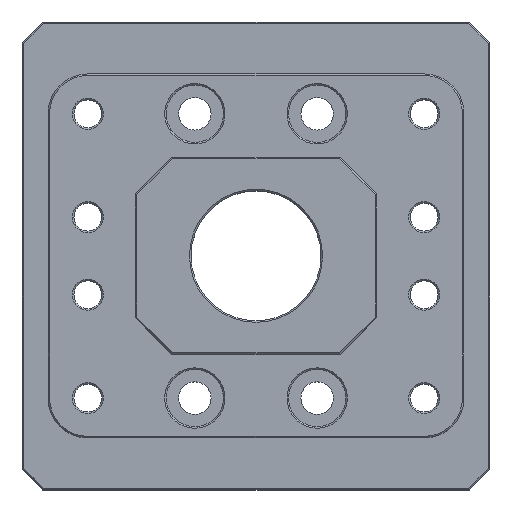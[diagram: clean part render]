
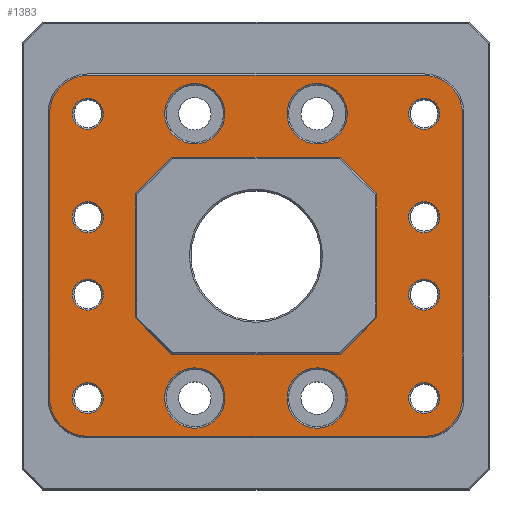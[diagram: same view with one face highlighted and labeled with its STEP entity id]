
A CAD part, top view. The second image highlights one B-rep face of the part: STEP entity #1383.
In plain terms, the highlighted planar face has unit normal (0, 0, 1).
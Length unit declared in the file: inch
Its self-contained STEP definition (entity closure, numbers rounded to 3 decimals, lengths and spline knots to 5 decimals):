
#36=FACE_BOUND('',#204,.T.);
#37=FACE_BOUND('',#205,.T.);
#38=FACE_BOUND('',#206,.T.);
#39=FACE_BOUND('',#207,.T.);
#40=FACE_BOUND('',#208,.T.);
#41=FACE_BOUND('',#209,.T.);
#42=FACE_BOUND('',#210,.T.);
#43=FACE_BOUND('',#211,.T.);
#44=FACE_BOUND('',#212,.T.);
#45=FACE_BOUND('',#213,.T.);
#46=FACE_BOUND('',#214,.T.);
#47=FACE_BOUND('',#215,.T.);
#48=FACE_BOUND('',#216,.T.);
#68=PLANE('',#1485);
#117=FACE_OUTER_BOUND('',#203,.T.);
#203=EDGE_LOOP('',(#975,#976,#977,#978,#979,#980,#981,#982));
#204=EDGE_LOOP('',(#983));
#205=EDGE_LOOP('',(#984));
#206=EDGE_LOOP('',(#985));
#207=EDGE_LOOP('',(#986));
#208=EDGE_LOOP('',(#987));
#209=EDGE_LOOP('',(#988));
#210=EDGE_LOOP('',(#989,#990,#991,#992,#993,#994,#995,#996));
#211=EDGE_LOOP('',(#997));
#212=EDGE_LOOP('',(#998));
#213=EDGE_LOOP('',(#999));
#214=EDGE_LOOP('',(#1000));
#215=EDGE_LOOP('',(#1001));
#216=EDGE_LOOP('',(#1002));
#321=LINE('',#2067,#459);
#322=LINE('',#2071,#460);
#323=LINE('',#2075,#461);
#324=LINE('',#2079,#462);
#325=LINE('',#2095,#463);
#326=LINE('',#2097,#464);
#327=LINE('',#2099,#465);
#328=LINE('',#2101,#466);
#329=LINE('',#2103,#467);
#330=LINE('',#2105,#468);
#331=LINE('',#2107,#469);
#332=LINE('',#2108,#470);
#459=VECTOR('',#1638,0.3937);
#460=VECTOR('',#1641,0.3937);
#461=VECTOR('',#1644,0.3937);
#462=VECTOR('',#1647,0.3937);
#463=VECTOR('',#1662,0.3937);
#464=VECTOR('',#1663,0.3937);
#465=VECTOR('',#1664,0.3937);
#466=VECTOR('',#1665,0.3937);
#467=VECTOR('',#1666,0.3937);
#468=VECTOR('',#1667,0.3937);
#469=VECTOR('',#1668,0.3937);
#470=VECTOR('',#1669,0.3937);
#596=CIRCLE('',#1483,0.29);
#598=CIRCLE('',#1486,0.36801);
#599=CIRCLE('',#1487,0.36801);
#600=CIRCLE('',#1488,0.36801);
#601=CIRCLE('',#1489,0.36801);
#602=CIRCLE('',#1490,0.29);
#603=CIRCLE('',#1491,0.149);
#604=CIRCLE('',#1492,0.149);
#605=CIRCLE('',#1493,0.29);
#606=CIRCLE('',#1494,0.149);
#607=CIRCLE('',#1495,0.149);
#608=CIRCLE('',#1496,0.149);
#609=CIRCLE('',#1497,0.149);
#610=CIRCLE('',#1498,0.29);
#611=CIRCLE('',#1499,0.149);
#612=CIRCLE('',#1500,0.149);
#655=VERTEX_POINT('',#2059);
#657=VERTEX_POINT('',#2065);
#658=VERTEX_POINT('',#2066);
#659=VERTEX_POINT('',#2068);
#660=VERTEX_POINT('',#2070);
#661=VERTEX_POINT('',#2072);
#662=VERTEX_POINT('',#2074);
#663=VERTEX_POINT('',#2076);
#664=VERTEX_POINT('',#2078);
#665=VERTEX_POINT('',#2081);
#666=VERTEX_POINT('',#2083);
#667=VERTEX_POINT('',#2085);
#668=VERTEX_POINT('',#2087);
#669=VERTEX_POINT('',#2089);
#670=VERTEX_POINT('',#2091);
#671=VERTEX_POINT('',#2093);
#672=VERTEX_POINT('',#2094);
#673=VERTEX_POINT('',#2096);
#674=VERTEX_POINT('',#2098);
#675=VERTEX_POINT('',#2100);
#676=VERTEX_POINT('',#2102);
#677=VERTEX_POINT('',#2104);
#678=VERTEX_POINT('',#2106);
#679=VERTEX_POINT('',#2109);
#680=VERTEX_POINT('',#2111);
#681=VERTEX_POINT('',#2113);
#682=VERTEX_POINT('',#2115);
#683=VERTEX_POINT('',#2117);
#774=EDGE_CURVE('',#655,#655,#596,.T.);
#777=EDGE_CURVE('',#657,#658,#321,.T.);
#778=EDGE_CURVE('',#659,#657,#598,.T.);
#779=EDGE_CURVE('',#660,#659,#322,.T.);
#780=EDGE_CURVE('',#661,#660,#599,.T.);
#781=EDGE_CURVE('',#662,#661,#323,.T.);
#782=EDGE_CURVE('',#663,#662,#600,.T.);
#783=EDGE_CURVE('',#664,#663,#324,.T.);
#784=EDGE_CURVE('',#658,#664,#601,.T.);
#785=EDGE_CURVE('',#665,#665,#602,.T.);
#786=EDGE_CURVE('',#666,#666,#603,.T.);
#787=EDGE_CURVE('',#667,#667,#604,.T.);
#788=EDGE_CURVE('',#668,#668,#605,.T.);
#789=EDGE_CURVE('',#669,#669,#606,.T.);
#790=EDGE_CURVE('',#670,#670,#607,.T.);
#791=EDGE_CURVE('',#671,#672,#325,.T.);
#792=EDGE_CURVE('',#672,#673,#326,.T.);
#793=EDGE_CURVE('',#673,#674,#327,.T.);
#794=EDGE_CURVE('',#674,#675,#328,.T.);
#795=EDGE_CURVE('',#675,#676,#329,.T.);
#796=EDGE_CURVE('',#676,#677,#330,.T.);
#797=EDGE_CURVE('',#677,#678,#331,.T.);
#798=EDGE_CURVE('',#678,#671,#332,.T.);
#799=EDGE_CURVE('',#679,#679,#608,.T.);
#800=EDGE_CURVE('',#680,#680,#609,.T.);
#801=EDGE_CURVE('',#681,#681,#610,.T.);
#802=EDGE_CURVE('',#682,#682,#611,.T.);
#803=EDGE_CURVE('',#683,#683,#612,.T.);
#975=ORIENTED_EDGE('',*,*,#777,.F.);
#976=ORIENTED_EDGE('',*,*,#778,.F.);
#977=ORIENTED_EDGE('',*,*,#779,.F.);
#978=ORIENTED_EDGE('',*,*,#780,.F.);
#979=ORIENTED_EDGE('',*,*,#781,.F.);
#980=ORIENTED_EDGE('',*,*,#782,.F.);
#981=ORIENTED_EDGE('',*,*,#783,.F.);
#982=ORIENTED_EDGE('',*,*,#784,.F.);
#983=ORIENTED_EDGE('',*,*,#785,.F.);
#984=ORIENTED_EDGE('',*,*,#786,.F.);
#985=ORIENTED_EDGE('',*,*,#787,.F.);
#986=ORIENTED_EDGE('',*,*,#788,.F.);
#987=ORIENTED_EDGE('',*,*,#789,.F.);
#988=ORIENTED_EDGE('',*,*,#790,.F.);
#989=ORIENTED_EDGE('',*,*,#791,.T.);
#990=ORIENTED_EDGE('',*,*,#792,.T.);
#991=ORIENTED_EDGE('',*,*,#793,.T.);
#992=ORIENTED_EDGE('',*,*,#794,.T.);
#993=ORIENTED_EDGE('',*,*,#795,.T.);
#994=ORIENTED_EDGE('',*,*,#796,.T.);
#995=ORIENTED_EDGE('',*,*,#797,.T.);
#996=ORIENTED_EDGE('',*,*,#798,.T.);
#997=ORIENTED_EDGE('',*,*,#799,.F.);
#998=ORIENTED_EDGE('',*,*,#800,.F.);
#999=ORIENTED_EDGE('',*,*,#801,.F.);
#1000=ORIENTED_EDGE('',*,*,#802,.F.);
#1001=ORIENTED_EDGE('',*,*,#803,.F.);
#1002=ORIENTED_EDGE('',*,*,#774,.F.);
#1383=ADVANCED_FACE('',(#117,#36,#37,#38,#39,#40,#41,#42,#43,#44,#45,#46,
#47,#48),#68,.T.);
#1483=AXIS2_PLACEMENT_3D('',#2060,#1631,#1632);
#1485=AXIS2_PLACEMENT_3D('',#2064,#1636,#1637);
#1486=AXIS2_PLACEMENT_3D('',#2069,#1639,#1640);
#1487=AXIS2_PLACEMENT_3D('',#2073,#1642,#1643);
#1488=AXIS2_PLACEMENT_3D('',#2077,#1645,#1646);
#1489=AXIS2_PLACEMENT_3D('',#2080,#1648,#1649);
#1490=AXIS2_PLACEMENT_3D('',#2082,#1650,#1651);
#1491=AXIS2_PLACEMENT_3D('',#2084,#1652,#1653);
#1492=AXIS2_PLACEMENT_3D('',#2086,#1654,#1655);
#1493=AXIS2_PLACEMENT_3D('',#2088,#1656,#1657);
#1494=AXIS2_PLACEMENT_3D('',#2090,#1658,#1659);
#1495=AXIS2_PLACEMENT_3D('',#2092,#1660,#1661);
#1496=AXIS2_PLACEMENT_3D('',#2110,#1670,#1671);
#1497=AXIS2_PLACEMENT_3D('',#2112,#1672,#1673);
#1498=AXIS2_PLACEMENT_3D('',#2114,#1674,#1675);
#1499=AXIS2_PLACEMENT_3D('',#2116,#1676,#1677);
#1500=AXIS2_PLACEMENT_3D('',#2118,#1678,#1679);
#1631=DIRECTION('center_axis',(0.,0.,1.));
#1632=DIRECTION('ref_axis',(1.,0.,0.));
#1636=DIRECTION('center_axis',(0.,0.,1.));
#1637=DIRECTION('ref_axis',(1.,0.,0.));
#1638=DIRECTION('',(1.,0.,0.));
#1639=DIRECTION('center_axis',(0.,0.,-1.));
#1640=DIRECTION('ref_axis',(0.,1.,0.));
#1641=DIRECTION('',(0.,1.,0.));
#1642=DIRECTION('center_axis',(0.,0.,-1.));
#1643=DIRECTION('ref_axis',(-1.,0.,0.));
#1644=DIRECTION('',(-1.,0.,0.));
#1645=DIRECTION('center_axis',(0.,0.,-1.));
#1646=DIRECTION('ref_axis',(0.,-1.,0.));
#1647=DIRECTION('',(0.,-1.,0.));
#1648=DIRECTION('center_axis',(0.,0.,-1.));
#1649=DIRECTION('ref_axis',(1.,0.,0.));
#1650=DIRECTION('center_axis',(0.,0.,1.));
#1651=DIRECTION('ref_axis',(1.,0.,0.));
#1652=DIRECTION('center_axis',(0.,0.,1.));
#1653=DIRECTION('ref_axis',(1.,0.,0.));
#1654=DIRECTION('center_axis',(0.,0.,1.));
#1655=DIRECTION('ref_axis',(1.,0.,0.));
#1656=DIRECTION('center_axis',(0.,0.,1.));
#1657=DIRECTION('ref_axis',(1.,0.,0.));
#1658=DIRECTION('center_axis',(0.,0.,1.));
#1659=DIRECTION('ref_axis',(1.,0.,0.));
#1660=DIRECTION('center_axis',(0.,0.,1.));
#1661=DIRECTION('ref_axis',(1.,0.,0.));
#1662=DIRECTION('',(-1.,0.,0.));
#1663=DIRECTION('',(-0.707,0.707,0.));
#1664=DIRECTION('',(0.,1.,0.));
#1665=DIRECTION('',(0.707,0.707,0.));
#1666=DIRECTION('',(1.,0.,0.));
#1667=DIRECTION('',(0.707,-0.707,0.));
#1668=DIRECTION('',(0.,-1.,0.));
#1669=DIRECTION('',(-0.707,-0.707,0.));
#1670=DIRECTION('center_axis',(0.,0.,1.));
#1671=DIRECTION('ref_axis',(1.,0.,0.));
#1672=DIRECTION('center_axis',(0.,0.,1.));
#1673=DIRECTION('ref_axis',(1.,0.,0.));
#1674=DIRECTION('center_axis',(0.,0.,1.));
#1675=DIRECTION('ref_axis',(1.,0.,0.));
#1676=DIRECTION('center_axis',(0.,0.,1.));
#1677=DIRECTION('ref_axis',(1.,0.,0.));
#1678=DIRECTION('center_axis',(0.,0.,1.));
#1679=DIRECTION('ref_axis',(1.,0.,0.));
#2059=CARTESIAN_POINT('',(1.37176,3.61699,0.75));
#2060=CARTESIAN_POINT('Origin',(1.66176,3.61699,0.75));
#2064=CARTESIAN_POINT('Origin',(2.25,2.25,0.75));
#2065=CARTESIAN_POINT('',(0.63301,3.985,0.75));
#2066=CARTESIAN_POINT('',(3.86699,3.985,0.75));
#2067=CARTESIAN_POINT('',(3.0585,3.985,0.75));
#2068=CARTESIAN_POINT('',(0.265,3.61699,0.75));
#2069=CARTESIAN_POINT('Origin',(0.63301,3.61699,0.75));
#2070=CARTESIAN_POINT('',(0.265,0.88301,0.75));
#2071=CARTESIAN_POINT('',(0.265,2.9335,0.75));
#2072=CARTESIAN_POINT('',(0.63301,0.515,0.75));
#2073=CARTESIAN_POINT('Origin',(0.63301,0.88301,0.75));
#2074=CARTESIAN_POINT('',(3.86699,0.515,0.75));
#2075=CARTESIAN_POINT('',(1.4415,0.515,0.75));
#2076=CARTESIAN_POINT('',(4.235,0.88301,0.75));
#2077=CARTESIAN_POINT('Origin',(3.86699,0.88301,0.75));
#2078=CARTESIAN_POINT('',(4.235,3.61699,0.75));
#2079=CARTESIAN_POINT('',(4.235,1.5665,0.75));
#2080=CARTESIAN_POINT('Origin',(3.86699,3.61699,0.75));
#2081=CARTESIAN_POINT('',(2.54824,3.61699,0.75));
#2082=CARTESIAN_POINT('Origin',(2.83824,3.61699,0.75));
#2083=CARTESIAN_POINT('',(3.71799,2.62302,0.75));
#2084=CARTESIAN_POINT('Origin',(3.86699,2.62302,0.75));
#2085=CARTESIAN_POINT('',(3.71799,0.88301,0.75));
#2086=CARTESIAN_POINT('Origin',(3.86699,0.88301,0.75));
#2087=CARTESIAN_POINT('',(1.37176,0.88301,0.75));
#2088=CARTESIAN_POINT('Origin',(1.66176,0.88301,0.75));
#2089=CARTESIAN_POINT('',(0.48401,1.87698,0.75));
#2090=CARTESIAN_POINT('Origin',(0.63301,1.87698,0.75));
#2091=CARTESIAN_POINT('',(0.48401,3.61699,0.75));
#2092=CARTESIAN_POINT('Origin',(0.63301,3.61699,0.75));
#2093=CARTESIAN_POINT('',(3.0585,1.30124,0.75));
#2094=CARTESIAN_POINT('',(1.4415,1.30124,0.75));
#2095=CARTESIAN_POINT('',(2.25,1.30124,0.75));
#2096=CARTESIAN_POINT('',(1.08795,1.65479,0.75));
#2097=CARTESIAN_POINT('',(1.4415,1.30124,0.75));
#2098=CARTESIAN_POINT('',(1.08795,2.84521,0.75));
#2099=CARTESIAN_POINT('',(1.08795,2.84521,0.75));
#2100=CARTESIAN_POINT('',(1.4415,3.19876,0.75));
#2101=CARTESIAN_POINT('',(1.4415,3.19876,0.75));
#2102=CARTESIAN_POINT('',(3.0585,3.19876,0.75));
#2103=CARTESIAN_POINT('',(2.25,3.19876,0.75));
#2104=CARTESIAN_POINT('',(3.41205,2.84521,0.75));
#2105=CARTESIAN_POINT('',(3.0585,3.19876,0.75));
#2106=CARTESIAN_POINT('',(3.41205,1.65479,0.75));
#2107=CARTESIAN_POINT('',(3.41205,1.65479,0.75));
#2108=CARTESIAN_POINT('',(3.0585,1.30124,0.75));
#2109=CARTESIAN_POINT('',(0.48401,2.62302,0.75));
#2110=CARTESIAN_POINT('Origin',(0.63301,2.62302,0.75));
#2111=CARTESIAN_POINT('',(0.48401,0.88301,0.75));
#2112=CARTESIAN_POINT('Origin',(0.63301,0.88301,0.75));
#2113=CARTESIAN_POINT('',(2.54824,0.88301,0.75));
#2114=CARTESIAN_POINT('Origin',(2.83824,0.88301,0.75));
#2115=CARTESIAN_POINT('',(3.71799,1.87698,0.75));
#2116=CARTESIAN_POINT('Origin',(3.86699,1.87698,0.75));
#2117=CARTESIAN_POINT('',(3.71799,3.61699,0.75));
#2118=CARTESIAN_POINT('Origin',(3.86699,3.61699,0.75));
